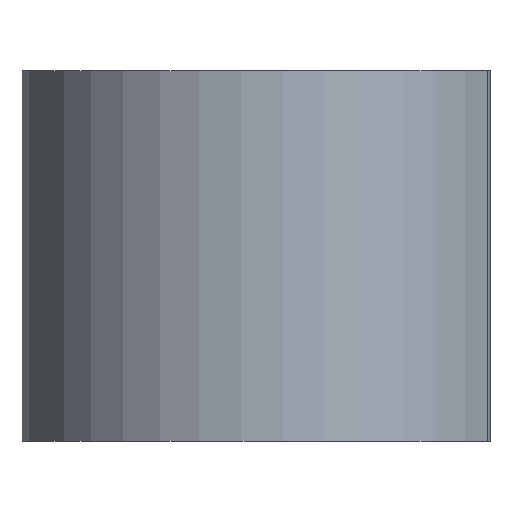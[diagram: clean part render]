
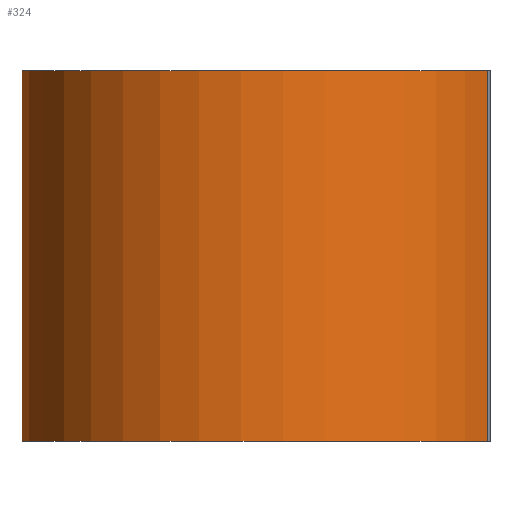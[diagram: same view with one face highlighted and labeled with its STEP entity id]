
A CAD part, front view. The second image highlights one B-rep face of the part: STEP entity #324.
In plain terms, the highlighted cylindrical face has radius 48 mm (diameter 96 mm), a partial arc.
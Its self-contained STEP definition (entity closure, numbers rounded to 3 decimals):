
#263=CARTESIAN_POINT('Vertex',(107.822,28.268,-87.258)) ;
#279=CARTESIAN_POINT('Vertex',(107.822,28.268,-159.258)) ;
#282=CARTESIAN_POINT('Line Origine',(107.822,28.268,-123.258)) ;
#294=CARTESIAN_POINT('Axis2P3D Location',(65.159,6.271,-148.258)) ;
#299=CARTESIAN_POINT('Axis2P3D Location',(65.159,6.271,-87.258)) ;
#303=CARTESIAN_POINT('Vertex',(107.822,-15.726,-87.258)) ;
#306=CARTESIAN_POINT('Axis2P3D Location',(65.159,6.271,-159.258)) ;
#310=CARTESIAN_POINT('Vertex',(107.822,-15.726,-159.258)) ;
#313=CARTESIAN_POINT('Line Origine',(107.822,-15.726,-148.258)) ;
#283=DIRECTION('Vector Direction',(0.,0.,1.)) ;
#295=DIRECTION('Axis2P3D Direction',(0.,0.,-1.)) ;
#296=DIRECTION('Axis2P3D XDirection',(0.937,-0.349,0.)) ;
#300=DIRECTION('Axis2P3D Direction',(0.,0.,-1.)) ;
#307=DIRECTION('Axis2P3D Direction',(0.,0.,-1.)) ;
#314=DIRECTION('Vector Direction',(0.,0.,-1.)) ;
#297=AXIS2_PLACEMENT_3D('Cylinder Axis2P3D',#294,#295,#296) ;
#301=AXIS2_PLACEMENT_3D('Circle Axis2P3D',#299,#300,$) ;
#308=AXIS2_PLACEMENT_3D('Circle Axis2P3D',#306,#307,$) ;
#319=ORIENTED_EDGE('',*,*,#305,.F.) ;
#320=ORIENTED_EDGE('',*,*,#286,.F.) ;
#321=ORIENTED_EDGE('',*,*,#312,.F.) ;
#322=ORIENTED_EDGE('',*,*,#317,.T.) ;
#284=VECTOR('Line Direction',#283,1.) ;
#315=VECTOR('Line Direction',#314,1.) ;
#324=ADVANCED_FACE('Corps principal',(#323),#298,.T.) ;
#302=CIRCLE('generated circle',#301,48.) ;
#309=CIRCLE('generated circle',#308,48.) ;
#298=CYLINDRICAL_SURFACE('generated cylinder',#297,48.) ;
#286=EDGE_CURVE('',#280,#264,#285,.T.) ;
#305=EDGE_CURVE('',#264,#304,#302,.F.) ;
#312=EDGE_CURVE('',#311,#280,#309,.T.) ;
#317=EDGE_CURVE('',#311,#304,#316,.F.) ;
#318=EDGE_LOOP('',(#319,#320,#321,#322)) ;
#323=FACE_OUTER_BOUND('',#318,.T.) ;
#285=LINE('Line',#282,#284) ;
#316=LINE('Line',#313,#315) ;
#264=VERTEX_POINT('',#263) ;
#280=VERTEX_POINT('',#279) ;
#304=VERTEX_POINT('',#303) ;
#311=VERTEX_POINT('',#310) ;
